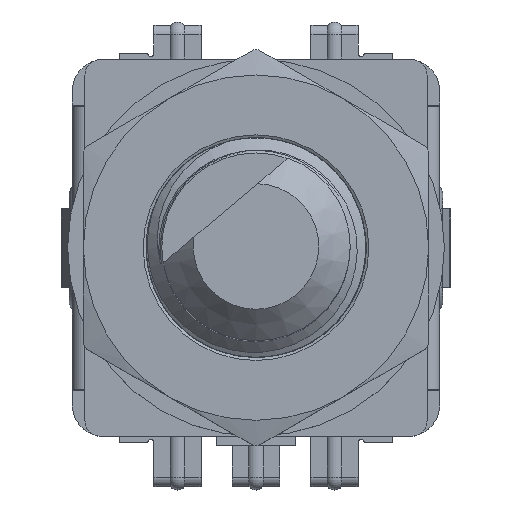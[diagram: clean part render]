
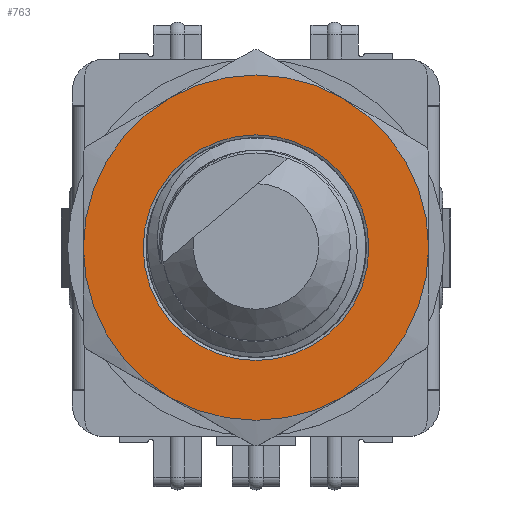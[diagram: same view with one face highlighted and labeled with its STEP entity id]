
A CAD part, top view. The second image highlights one B-rep face of the part: STEP entity #763.
In plain terms, the highlighted planar face has unit normal (0, 0, 1).
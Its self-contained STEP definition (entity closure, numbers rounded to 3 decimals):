
#763=ADVANCED_FACE('',(#11342,#11344),#11346,.T.);
#11342=FACE_BOUND('',#11343,.T.);
#11343=EDGE_LOOP('',(#15975,#15976,#15977,#15978,#15979,#15980));
#11344=FACE_BOUND('',#11345,.T.);
#11345=EDGE_LOOP('',(#15981));
#11346=PLANE('',#11347);
#11347=AXIS2_PLACEMENT_3D('',#11348,#11349,#11350);
#11348=CARTESIAN_POINT('',(0.,0.,3.3));
#11349=DIRECTION('',(0.,0.,1.));
#11350=DIRECTION('',(0.,-1.,0.));
#15975=ORIENTED_EDGE('',*,*,#18173,.F.);
#15976=ORIENTED_EDGE('',*,*,#18174,.F.);
#15977=ORIENTED_EDGE('',*,*,#18175,.F.);
#15978=ORIENTED_EDGE('',*,*,#18176,.F.);
#15979=ORIENTED_EDGE('',*,*,#18177,.F.);
#15980=ORIENTED_EDGE('',*,*,#18178,.F.);
#15981=ORIENTED_EDGE('',*,*,#18160,.T.);
#18160=EDGE_CURVE('',#19410,#19410,#19411,.T.);
#18173=EDGE_CURVE('',#19432,#19433,#19434,.T.);
#18174=EDGE_CURVE('',#19435,#19432,#19436,.T.);
#18175=EDGE_CURVE('',#19437,#19435,#19438,.T.);
#18176=EDGE_CURVE('',#19439,#19437,#19440,.T.);
#18177=EDGE_CURVE('',#19441,#19439,#19442,.T.);
#18178=EDGE_CURVE('',#19433,#19441,#19443,.T.);
#19410=VERTEX_POINT('',#23779);
#19411=CIRCLE('',#23780,3.594);
#19432=VERTEX_POINT('',#24286);
#19433=VERTEX_POINT('',#24287);
#19434=CIRCLE('',#24288,5.5);
#19435=VERTEX_POINT('',#24292);
#19436=CIRCLE('',#24293,5.5);
#19437=VERTEX_POINT('',#24297);
#19438=CIRCLE('',#24298,5.5);
#19439=VERTEX_POINT('',#24302);
#19440=CIRCLE('',#24303,5.5);
#19441=VERTEX_POINT('',#24307);
#19442=CIRCLE('',#24308,5.5);
#19443=CIRCLE('',#24312,5.5);
#23779=CARTESIAN_POINT('',(0.,-3.594,3.3));
#23780=AXIS2_PLACEMENT_3D('',#23781,#23782,#23783);
#23781=CARTESIAN_POINT('',(0.,0.,3.3));
#23782=DIRECTION('',(0.,0.,-1.));
#23783=DIRECTION('',(0.,-1.,0.));
#24286=CARTESIAN_POINT('',(5.5,0.,3.3));
#24287=CARTESIAN_POINT('',(2.75,-4.763,3.3));
#24288=AXIS2_PLACEMENT_3D('',#24289,#24290,#24291);
#24289=CARTESIAN_POINT('',(0.,0.,3.3));
#24290=DIRECTION('',(0.,0.,-1.));
#24291=DIRECTION('',(1.,0.,0.));
#24292=CARTESIAN_POINT('',(2.75,4.763,3.3));
#24293=AXIS2_PLACEMENT_3D('',#24294,#24295,#24296);
#24294=CARTESIAN_POINT('',(0.,0.,3.3));
#24295=DIRECTION('',(0.,0.,-1.));
#24296=DIRECTION('',(0.5,0.866,0.));
#24297=CARTESIAN_POINT('',(-2.75,4.763,3.3));
#24298=AXIS2_PLACEMENT_3D('',#24299,#24300,#24301);
#24299=CARTESIAN_POINT('',(0.,0.,3.3));
#24300=DIRECTION('',(0.,0.,-1.));
#24301=DIRECTION('',(-0.5,0.866,0.));
#24302=CARTESIAN_POINT('',(-5.5,0.,3.3));
#24303=AXIS2_PLACEMENT_3D('',#24304,#24305,#24306);
#24304=CARTESIAN_POINT('',(0.,0.,3.3));
#24305=DIRECTION('',(0.,0.,-1.));
#24306=DIRECTION('',(-1.,0.,0.));
#24307=CARTESIAN_POINT('',(-2.75,-4.763,3.3));
#24308=AXIS2_PLACEMENT_3D('',#24309,#24310,#24311);
#24309=CARTESIAN_POINT('',(0.,0.,3.3));
#24310=DIRECTION('',(0.,0.,-1.));
#24311=DIRECTION('',(-0.5,-0.866,0.));
#24312=AXIS2_PLACEMENT_3D('',#24313,#24314,#24315);
#24313=CARTESIAN_POINT('',(0.,0.,3.3));
#24314=DIRECTION('',(0.,0.,-1.));
#24315=DIRECTION('',(0.5,-0.866,0.));
